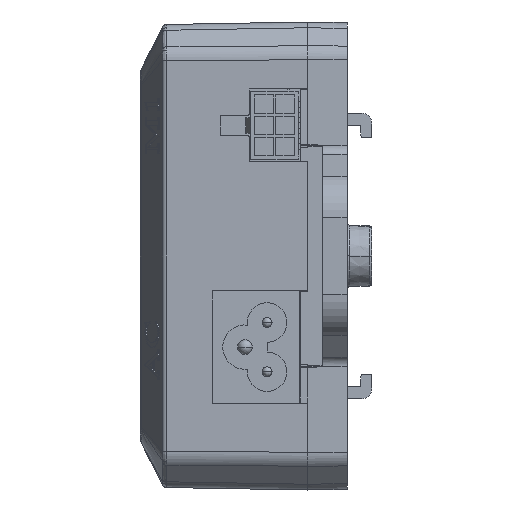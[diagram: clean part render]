
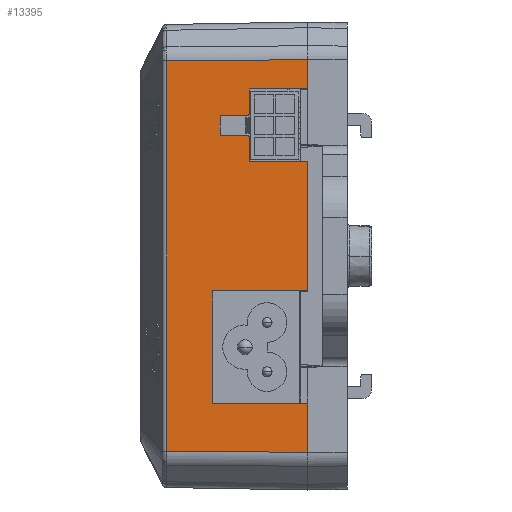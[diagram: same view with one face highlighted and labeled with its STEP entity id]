
A CAD part, left-side view. The second image highlights one B-rep face of the part: STEP entity #13395.
In plain terms, the highlighted face is planar.
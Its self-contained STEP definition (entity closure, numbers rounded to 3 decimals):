
#2718=DIRECTION('',(0.017,0.,1.));
#2719=VECTOR('',#2718,19.253);
#2720=CARTESIAN_POINT('',(-130.,29.9,0.));
#2721=LINE('',#2720,#2719);
#2738=DIRECTION('',(0.,1.,0.));
#2739=VECTOR('',#2738,26.2);
#2740=CARTESIAN_POINT('',(-130.,-19.1,0.));
#2741=LINE('',#2740,#2739);
#2742=DIRECTION('',(0.,1.,0.));
#2743=VECTOR('',#2742,9.943);
#2744=CARTESIAN_POINT('',(-130.,29.9,0.));
#2745=LINE('',#2744,#2743);
#2746=DIRECTION('',(0.017,-0.007,1.));
#2747=VECTOR('',#2746,28.654);
#2748=CARTESIAN_POINT('',(-130.,39.843,0.));
#2749=LINE('',#2748,#2747);
#2750=DIRECTION('',(-0.017,-0.007,-1.));
#2751=VECTOR('',#2750,28.654);
#2752=CARTESIAN_POINT('',(-129.5,-39.636,
28.649));
#2753=LINE('',#2752,#2751);
#2754=DIRECTION('',(0.,1.,0.));
#2755=VECTOR('',#2754,5.943);
#2756=CARTESIAN_POINT('',(-130.,-39.843,0.));
#2757=LINE('',#2756,#2755);
#2758=CARTESIAN_POINT('',(-129.785,-24.5,12.3));
#2759=CARTESIAN_POINT('',(-129.788,-24.5,12.133));
#2760=CARTESIAN_POINT('',(-129.792,-24.374,
11.926));
#2761=CARTESIAN_POINT('',(-129.794,-24.167,11.8));
#2762=CARTESIAN_POINT('',(-129.794,-24.,11.8));
#2768=DIRECTION('',(0.017,0.,1.));
#2769=VECTOR('',#2768,11.802);
#2770=CARTESIAN_POINT('',(-130.,-19.1,0.));
#2771=LINE('',#2770,#2769);
#2780=DIRECTION('',(0.,-1.,0.));
#2781=VECTOR('',#2780,4.9);
#2782=CARTESIAN_POINT('',(-129.794,-19.1,11.8));
#2783=LINE('',#2782,#2781);
#2802=DIRECTION('',(0.017,0.,1.));
#2803=VECTOR('',#2802,5.501);
#2804=CARTESIAN_POINT('',(-129.785,-24.5,12.3));
#2805=LINE('',#2804,#2803);
#2810=DIRECTION('',(0.,-1.,0.));
#2811=VECTOR('',#2810,4.);
#2812=CARTESIAN_POINT('',(-129.689,-24.5,17.8));
#2813=LINE('',#2812,#2811);
#2818=DIRECTION('',(-0.017,0.,-1.));
#2819=VECTOR('',#2818,5.501);
#2820=CARTESIAN_POINT('',(-129.689,-28.5,17.8));
#2821=LINE('',#2820,#2819);
#2830=CARTESIAN_POINT('',(-129.785,-28.5,12.3));
#2831=CARTESIAN_POINT('',(-129.788,-28.5,12.133));
#2832=CARTESIAN_POINT('',(-129.792,-28.626,
11.926));
#2833=CARTESIAN_POINT('',(-129.794,-28.833,11.8));
#2834=CARTESIAN_POINT('',(-129.794,-29.,11.8));
#2850=DIRECTION('',(0.,-1.,0.));
#2851=VECTOR('',#2850,4.9);
#2852=CARTESIAN_POINT('',(-129.794,-29.,11.8));
#2853=LINE('',#2852,#2851);
#2854=DIRECTION('',(-0.017,0.,-1.));
#2855=VECTOR('',#2854,11.802);
#2856=CARTESIAN_POINT('',(-129.794,-33.9,11.8));
#2857=LINE('',#2856,#2855);
#3416=DIRECTION('',(0.,1.,0.));
#3417=VECTOR('',#3416,79.273);
#3418=CARTESIAN_POINT('',(-129.5,-39.636,
28.649));
#3419=LINE('',#3418,#3417);
#3465=CARTESIAN_POINT('',(-130.,39.843,0.));
#9374=DIRECTION('',(-0.017,0.,-1.));
#9375=VECTOR('',#9374,19.253);
#9376=CARTESIAN_POINT('',(-129.664,7.1,19.25));
#9377=LINE('',#9376,#9375);
#9418=DIRECTION('',(0.,-1.,0.));
#9419=VECTOR('',#9418,22.8);
#9420=CARTESIAN_POINT('',(-129.664,29.9,19.25));
#9421=LINE('',#9420,#9419);
#11283=CARTESIAN_POINT('',(-130.,29.9,0.));
#11285=VERTEX_POINT('',#11283);
#11310=VERTEX_POINT('',#3465);
#11311=CARTESIAN_POINT('',(-129.664,29.9,19.25));
#11312=VERTEX_POINT('',#11311);
#11325=CARTESIAN_POINT('',(-130.,-19.1,0.));
#11326=CARTESIAN_POINT('',(-130.,7.1,0.));
#11327=VERTEX_POINT('',#11325);
#11328=VERTEX_POINT('',#11326);
#11329=CARTESIAN_POINT('',(-129.664,7.1,19.25));
#11330=VERTEX_POINT('',#11329);
#11331=CARTESIAN_POINT('',(-129.5,39.636,
28.649));
#11332=VERTEX_POINT('',#11331);
#11333=CARTESIAN_POINT('',(-129.5,-39.636,
28.649));
#11334=VERTEX_POINT('',#11333);
#11335=CARTESIAN_POINT('',(-130.,-39.843,0.));
#11336=VERTEX_POINT('',#11335);
#11337=CARTESIAN_POINT('',(-130.,-33.9,0.));
#11338=VERTEX_POINT('',#11337);
#11339=CARTESIAN_POINT('',(-129.794,-33.9,11.8));
#11340=VERTEX_POINT('',#11339);
#11341=CARTESIAN_POINT('',(-129.794,-29.,11.8));
#11342=VERTEX_POINT('',#11341);
#11343=VERTEX_POINT('',#2830);
#11344=CARTESIAN_POINT('',(-129.689,-28.5,17.8));
#11345=VERTEX_POINT('',#11344);
#11346=CARTESIAN_POINT('',(-129.689,-24.5,17.8));
#11347=VERTEX_POINT('',#11346);
#11348=CARTESIAN_POINT('',(-129.785,-24.5,12.3));
#11349=VERTEX_POINT('',#11348);
#11350=VERTEX_POINT('',#2762);
#11351=CARTESIAN_POINT('',(-129.794,-19.1,11.8));
#11352=VERTEX_POINT('',#11351);
#13354=CARTESIAN_POINT('',(-130.,44.857,0.));
#13355=DIRECTION('',(-1.,0.,0.017));
#13356=DIRECTION('',(0.,-1.,0.));
#13357=AXIS2_PLACEMENT_3D('',#13354,#13355,#13356);
#13358=PLANE('',#13357);
#13360=ORIENTED_EDGE('',*,*,#13359,.T.);
#13362=ORIENTED_EDGE('',*,*,#13361,.F.);
#13364=ORIENTED_EDGE('',*,*,#13363,.F.);
#13365=ORIENTED_EDGE('',*,*,#13334,.F.);
#13366=ORIENTED_EDGE('',*,*,#13324,.T.);
#13368=ORIENTED_EDGE('',*,*,#13367,.T.);
#13370=ORIENTED_EDGE('',*,*,#13369,.F.);
#13372=ORIENTED_EDGE('',*,*,#13371,.T.);
#13374=ORIENTED_EDGE('',*,*,#13373,.T.);
#13376=ORIENTED_EDGE('',*,*,#13375,.F.);
#13378=ORIENTED_EDGE('',*,*,#13377,.F.);
#13380=ORIENTED_EDGE('',*,*,#13379,.F.);
#13382=ORIENTED_EDGE('',*,*,#13381,.F.);
#13384=ORIENTED_EDGE('',*,*,#13383,.F.);
#13386=ORIENTED_EDGE('',*,*,#13385,.F.);
#13388=ORIENTED_EDGE('',*,*,#13387,.T.);
#13390=ORIENTED_EDGE('',*,*,#13389,.F.);
#13392=ORIENTED_EDGE('',*,*,#13391,.F.);
#13393=EDGE_LOOP('',(#13360,#13362,#13364,#13365,#13366,#13368,#13370,#13372,
#13374,#13376,#13378,#13380,#13382,#13384,#13386,#13388,#13390,#13392));
#13394=FACE_OUTER_BOUND('',#13393,.F.);
#13395=ADVANCED_FACE('',(#13394),#13358,.T.);
#2763=B_SPLINE_CURVE_WITH_KNOTS('',3,(#2758,#2759,#2760,#2761,#2762),
.UNSPECIFIED.,.F.,.F.,(4,1,4),(0.,0.5,1.),.UNSPECIFIED.);
#2835=B_SPLINE_CURVE_WITH_KNOTS('',3,(#2830,#2831,#2832,#2833,#2834),
.UNSPECIFIED.,.F.,.F.,(4,1,4),(0.,0.5,1.),.UNSPECIFIED.);
#13324=EDGE_CURVE('',#11285,#11310,#2745,.T.);
#13334=EDGE_CURVE('',#11285,#11312,#2721,.T.);
#13359=EDGE_CURVE('',#11327,#11328,#2741,.T.);
#13361=EDGE_CURVE('',#11330,#11328,#9377,.T.);
#13363=EDGE_CURVE('',#11312,#11330,#9421,.T.);
#13367=EDGE_CURVE('',#11310,#11332,#2749,.T.);
#13369=EDGE_CURVE('',#11334,#11332,#3419,.T.);
#13371=EDGE_CURVE('',#11334,#11336,#2753,.T.);
#13373=EDGE_CURVE('',#11336,#11338,#2757,.T.);
#13375=EDGE_CURVE('',#11340,#11338,#2857,.T.);
#13377=EDGE_CURVE('',#11342,#11340,#2853,.T.);
#13379=EDGE_CURVE('',#11343,#11342,#2835,.T.);
#13381=EDGE_CURVE('',#11345,#11343,#2821,.T.);
#13383=EDGE_CURVE('',#11347,#11345,#2813,.T.);
#13385=EDGE_CURVE('',#11349,#11347,#2805,.T.);
#13387=EDGE_CURVE('',#11349,#11350,#2763,.T.);
#13389=EDGE_CURVE('',#11352,#11350,#2783,.T.);
#13391=EDGE_CURVE('',#11327,#11352,#2771,.T.);
